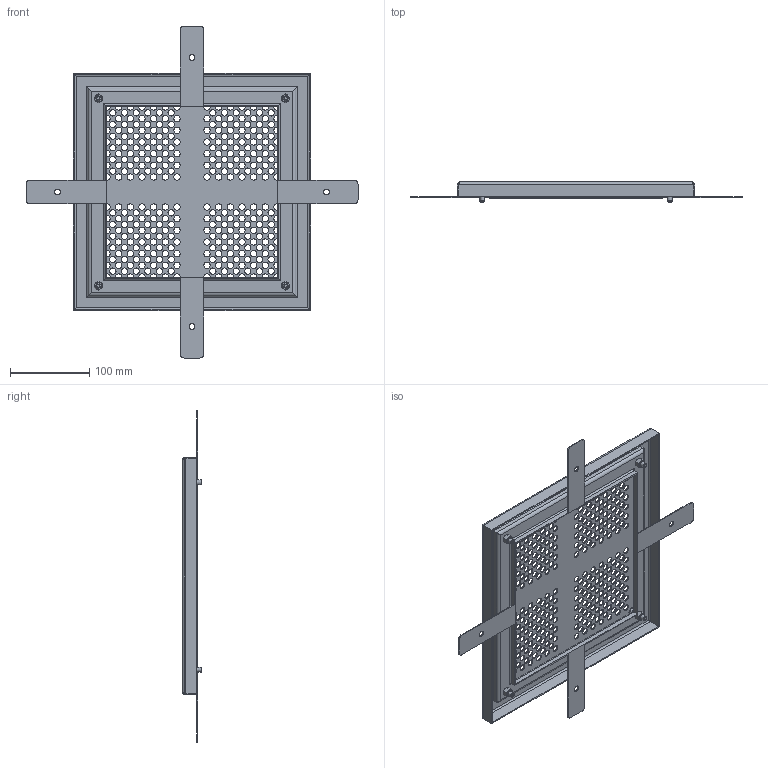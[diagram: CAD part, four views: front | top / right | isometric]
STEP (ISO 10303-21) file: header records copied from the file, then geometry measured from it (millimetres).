
FILE_DESCRIPTION(('STEP AP214'), '1');
FILE_NAME('栖闉罻', '2024-12-06T09:10:00', ('Runwill'), (''), 'C3D Converter', 'C3D Toolkit', '');
FILE_SCHEMA(('AUTOMOTIVE_DESIGN { 1 0 10303 214 3 1 1}'));
Length unit declared in the file: millimetre
Assembly tree (10 placements, depth 2):
  (unnamed)
    (unnamed)
    (unnamed)
    (unnamed)  x4
    (unnamed)  x4
Bounding box: 420 x 25 x 420 mm (x, y, z)
Volume: 218479.7 mm3; surface area: 311544.1 mm2
Topology: 10 solids, 10 shells, 595 faces, 1636 edges, 1056 vertices
Faces by surface type: cylinder 408, plane 147, cone 32, torus 8
Full cylindrical faces by diameter (mm): 4.917 x4, 6 x4, 7.5 x8, 8 x340, 11.34 x4
Entity records: 17525 total; most frequent: CARTESIAN_POINT 3455, DIRECTION 2786, ORIENTED_EDGE 2150, EDGE_LOOP 1584, AXIS2_PLACEMENT_3D 1258, EDGE_CURVE 1075, VERTEX_POINT 929, FACE_BOUND 866
